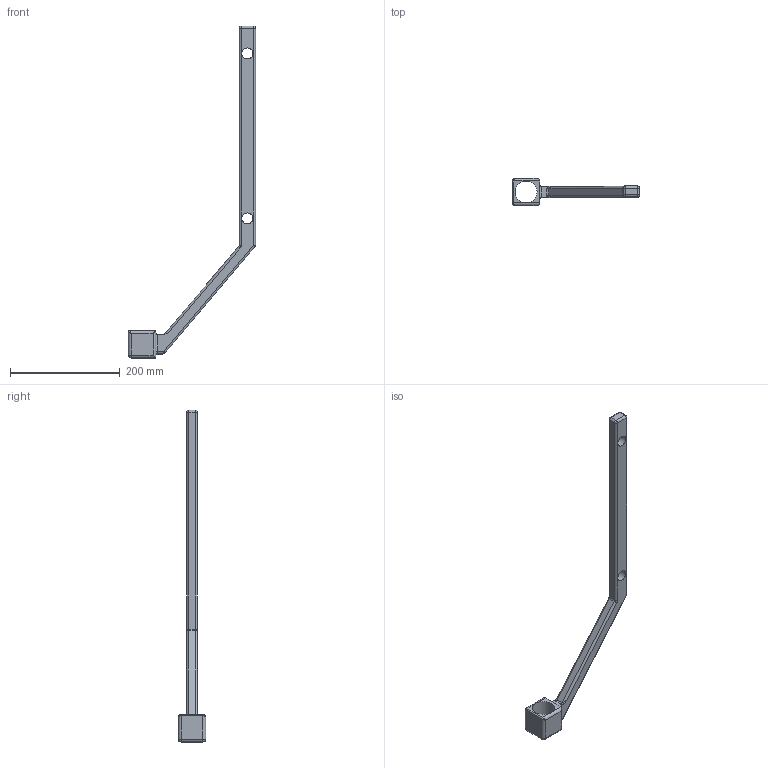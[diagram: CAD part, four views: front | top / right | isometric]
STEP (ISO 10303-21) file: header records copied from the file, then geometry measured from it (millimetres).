
FILE_DESCRIPTION(/* description */ ('STEP AP242','CAx-IF Rec.Pracs.---Representation and Presentation of Product Manufacturing Information (PMI)---4.0---2014-10-13','CAx-IF Rec.Pracs.---3D Tessellated Geometry---0.4---2014-09-14','2;1'),/* implementation_level */ '2;1');
FILE_NAME(/* name */ '658c6dd037acae541843e65c',/* time_stamp */ '2023-12-27T18:32:49Z',/* author */ (''),/* organization */ (''),/* preprocessor_version */ 'ST-DEVELOPER v19.4',/* originating_system */ ' ',/* authorisation */ ' ');
FILE_SCHEMA (('AP242_MANAGED_MODEL_BASED_3D_ENGINEERING_MIM_LF { 1 0 10303 442 1 1 4 }'));
Length unit declared in the file: metre
Products named in the file (1): vertical rod
Bounding box: 231.26 x 50 x 603.77 mm (x, y, z)
Volume: 396102.9 mm3; surface area: 75950 mm2
Topology: 1 solids, 1 shells, 73 faces, 169 edges, 85 vertices
Faces by surface type: cylinder 35, plane 18, sphere 8, bspline 8, torus 4
Full cylindrical faces by diameter (mm): 20 x2, 40 x1
Entity records: 2061 total; most frequent: CARTESIAN_POINT 453, DIRECTION 363, ORIENTED_EDGE 308, EDGE_CURVE 154, AXIS2_PLACEMENT_3D 145, VERTEX_POINT 85, EDGE_LOOP 81, FACE_BOUND 81
